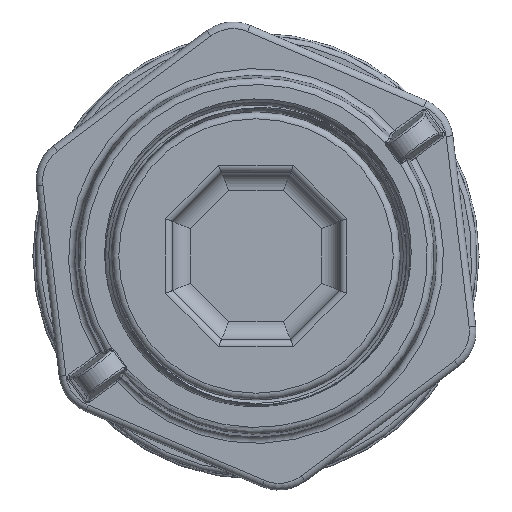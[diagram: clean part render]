
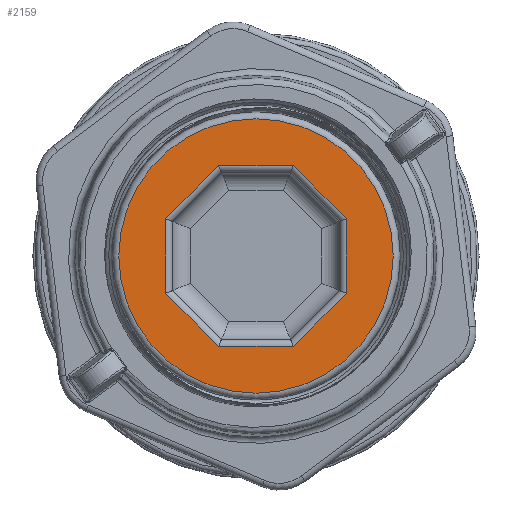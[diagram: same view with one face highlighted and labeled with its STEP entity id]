
A CAD part, front view. The second image highlights one B-rep face of the part: STEP entity #2159.
In plain terms, the highlighted planar face has unit normal (0, -1, 0).
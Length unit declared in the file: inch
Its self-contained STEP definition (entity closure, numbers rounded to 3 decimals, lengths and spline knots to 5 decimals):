
#206=LINE($,#3213,#306);
#207=LINE($,#3215,#307);
#208=LINE($,#3217,#308);
#209=LINE($,#3219,#309);
#210=LINE($,#3221,#310);
#211=LINE($,#3223,#311);
#212=LINE($,#3225,#312);
#213=LINE($,#3226,#313);
#306=VECTOR($,#2595,0.33551);
#307=VECTOR($,#2596,0.33551);
#308=VECTOR($,#2597,0.33551);
#309=VECTOR($,#2598,0.33551);
#310=VECTOR($,#2599,0.33551);
#311=VECTOR($,#2600,0.33551);
#312=VECTOR($,#2601,0.33551);
#313=VECTOR($,#2602,0.33551);
#406=PLANE($,#2322);
#491=FACE_BOUND($,#667,.T.);
#512=FACE_OUTER_BOUND($,#666,.T.);
#666=EDGE_LOOP($,(#1481));
#667=EDGE_LOOP($,(#1482,#1483,#1484,#1485,#1486,#1487,#1488,#1489));
#834=CIRCLE($,#2321,0.615);
#943=VERTEX_POINT($,#3208);
#944=VERTEX_POINT($,#3211);
#945=VERTEX_POINT($,#3212);
#946=VERTEX_POINT($,#3214);
#947=VERTEX_POINT($,#3216);
#948=VERTEX_POINT($,#3218);
#949=VERTEX_POINT($,#3220);
#950=VERTEX_POINT($,#3222);
#951=VERTEX_POINT($,#3224);
#1146=EDGE_CURVE($,#943,#943,#834,.T.);
#1147=EDGE_CURVE($,#944,#945,#206,.T.);
#1148=EDGE_CURVE($,#946,#944,#207,.T.);
#1149=EDGE_CURVE($,#947,#946,#208,.T.);
#1150=EDGE_CURVE($,#948,#947,#209,.T.);
#1151=EDGE_CURVE($,#949,#948,#210,.T.);
#1152=EDGE_CURVE($,#950,#949,#211,.T.);
#1153=EDGE_CURVE($,#951,#950,#212,.T.);
#1154=EDGE_CURVE($,#945,#951,#213,.T.);
#1481=ORIENTED_EDGE($,*,*,#1146,.F.);
#1482=ORIENTED_EDGE($,*,*,#1147,.F.);
#1483=ORIENTED_EDGE($,*,*,#1148,.F.);
#1484=ORIENTED_EDGE($,*,*,#1149,.F.);
#1485=ORIENTED_EDGE($,*,*,#1150,.F.);
#1486=ORIENTED_EDGE($,*,*,#1151,.F.);
#1487=ORIENTED_EDGE($,*,*,#1152,.F.);
#1488=ORIENTED_EDGE($,*,*,#1153,.F.);
#1489=ORIENTED_EDGE($,*,*,#1154,.F.);
#2159=ADVANCED_FACE($,(#512,#491),#406,.T.);
#2321=AXIS2_PLACEMENT_3D($,#3209,#2591,#2592);
#2322=AXIS2_PLACEMENT_3D($,#3210,#2593,#2594);
#2591=DIRECTION('center_axis',(0.,1.,0.));
#2592=DIRECTION('ref_axis',(-1.,0.,0.));
#2593=DIRECTION('center_axis',(0.,-1.,0.));
#2594=DIRECTION('ref_axis',(0.,0.,-1.));
#2595=DIRECTION($,(-0.707,0.,-0.707));
#2596=DIRECTION($,(-1.,0.,0.));
#2597=DIRECTION($,(-0.707,0.,0.707));
#2598=DIRECTION($,(0.,0.,1.));
#2599=DIRECTION($,(0.707,0.,0.707));
#2600=DIRECTION($,(1.,0.,0.));
#2601=DIRECTION($,(0.707,0.,-0.707));
#2602=DIRECTION($,(0.,0.,-1.));
#3208=CARTESIAN_POINT('',(0.615,-0.265,0.));
#3209=CARTESIAN_POINT('Origin',(0.,-0.265,0.));
#3210=CARTESIAN_POINT('Origin',(0.3375,-0.265,0.));
#3211=CARTESIAN_POINT('',(-0.16776,-0.265,0.405));
#3212=CARTESIAN_POINT('',(-0.405,-0.265,0.16776));
#3213=CARTESIAN_POINT($,(-0.16776,-0.265,0.405));
#3214=CARTESIAN_POINT('',(0.16776,-0.265,0.405));
#3215=CARTESIAN_POINT($,(0.16776,-0.265,0.405));
#3216=CARTESIAN_POINT('',(0.405,-0.265,0.16776));
#3217=CARTESIAN_POINT($,(0.405,-0.265,0.16776));
#3218=CARTESIAN_POINT('',(0.405,-0.265,-0.16776));
#3219=CARTESIAN_POINT($,(0.405,-0.265,-0.16776));
#3220=CARTESIAN_POINT('',(0.16776,-0.265,-0.405));
#3221=CARTESIAN_POINT($,(0.16776,-0.265,-0.405));
#3222=CARTESIAN_POINT('',(-0.16776,-0.265,-0.405));
#3223=CARTESIAN_POINT($,(-0.16776,-0.265,-0.405));
#3224=CARTESIAN_POINT('',(-0.405,-0.265,-0.16776));
#3225=CARTESIAN_POINT($,(-0.405,-0.265,-0.16776));
#3226=CARTESIAN_POINT($,(-0.405,-0.265,0.16776));
